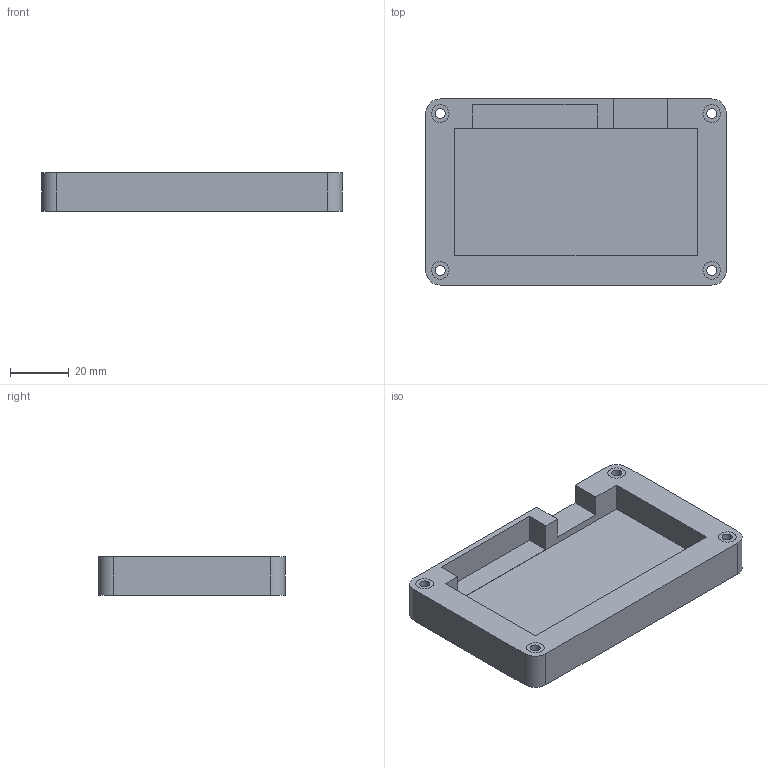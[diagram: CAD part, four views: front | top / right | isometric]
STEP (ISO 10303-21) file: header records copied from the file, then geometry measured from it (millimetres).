
FILE_DESCRIPTION(/* description */ (''),/* implementation_level */ '2;1');
FILE_NAME(/* name */ 'BottomCase.step',/* time_stamp */ '2025-12-03T00:14:47Z',/* author */ (''),/* organization */ (''),/* preprocessor_version */ 'ST-DEVELOPER v20.1',/* originating_system */ 'Autodesk Translation Framework v14.21.0.0',/* authorisation */ '');
FILE_SCHEMA (('AUTOMOTIVE_DESIGN { 1 0 10303 214 3 1 1 }'));
Length unit declared in the file: millimetre
Products named in the file (2): 2025-11-30-01-11-39-605; 2025-11-30-01-15-20-144
Bounding box: 102.43 x 63.37 x 13 mm (x, y, z)
Volume: 42863.1 mm3; surface area: 23273.3 mm2
Topology: 6 solids, 6 shells, 47 faces, 108 edges, 72 vertices
Faces by surface type: plane 31, cylinder 16
Full cylindrical faces by diameter (mm): 3.4 x4, 6 x8
Entity records: 1418 total; most frequent: DIRECTION 240, CARTESIAN_POINT 230, ORIENTED_EDGE 216, EDGE_CURVE 108, AXIS2_PLACEMENT_3D 82, LINE 76, VECTOR 76, VERTEX_POINT 72
